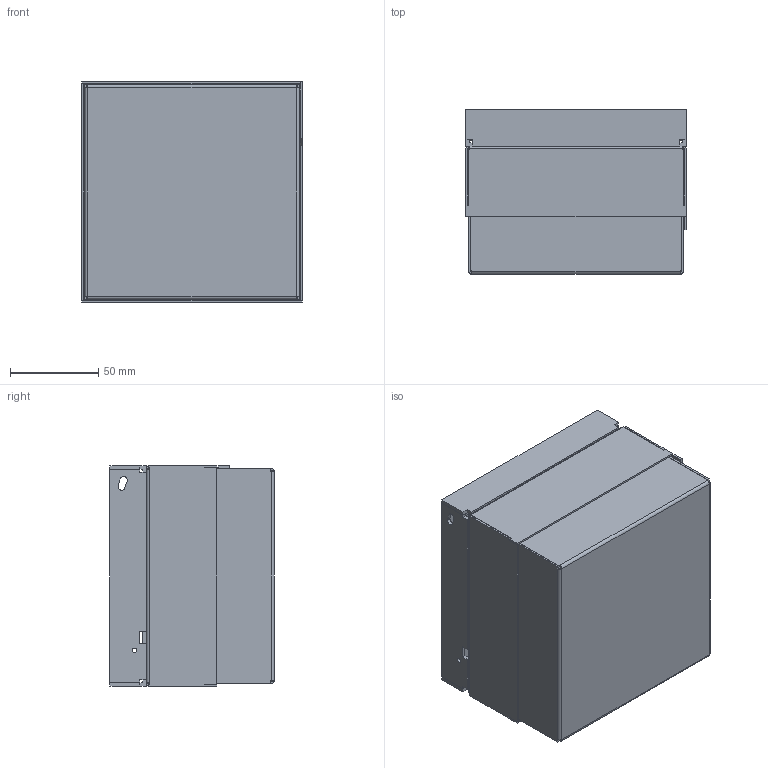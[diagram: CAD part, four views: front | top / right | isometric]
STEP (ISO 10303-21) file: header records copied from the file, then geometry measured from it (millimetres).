
FILE_DESCRIPTION((''),'2;1');
FILE_NAME('7368384_ASM','2012-11-21T',('AndreasKeweloh'),(''),'PRO/ENGINEER BY PARAMETRIC TECHNOLOGY CORPORATION, 2012230','PRO/ENGINEER BY PARAMETRIC TECHNOLOGY CORPORATION, 2012230','');
FILE_SCHEMA(('CONFIG_CONTROL_DESIGN'));
Products named in the file (17): P_0000001483_1; P_6117001_8; P_6117012_5_ASM; 002180T1; 002180_ASM; 002183T1; 4030206; 002183_ASM; 005021_35MM_F_R_SCHNURRAUSL__GE; 002184; 002305_ASM; 002181_MONTAGEZUSTAND; 002185; 42389C_EINBAUSITUATION_GE2; 002304_ASM; 005120_9-7368384_ASM; 7368384_ASM
Assembly tree (23 placements, depth 4):
  7368384_ASM
    005120_9-7368384_ASM
      P_6117012_5_ASM
        P_0000001483_1
        P_6117001_8  x2
      002180_ASM
        002180T1
      002183_ASM
        002183T1
        4030206  x4
      002305_ASM
        005021_35MM_F_R_SCHNURRAUSL__GE
        002184
      002304_ASM
        002181_MONTAGEZUSTAND
        002185
        42389C_EINBAUSITUATION_GE2  x4
Bounding box: 125 x 93.2 x 125 mm (x, y, z)
Volume: 213558.5 mm3; surface area: 272426.1 mm2
Topology: 17 solids, 17 shells, 2825 faces, 7894 edges, 5111 vertices
Faces by surface type: plane 1940, cylinder 691, torus 92, sphere 52, cone 34, bspline 16
Entity records: 77995 total; most frequent: CARTESIAN_POINT 14792, ORIENTED_EDGE 13518, DIRECTION 12574, EDGE_CURVE 6759, VECTOR 5462, LINE 5462, VERTEX_POINT 4414, AXIS2_PLACEMENT_3D 3556
